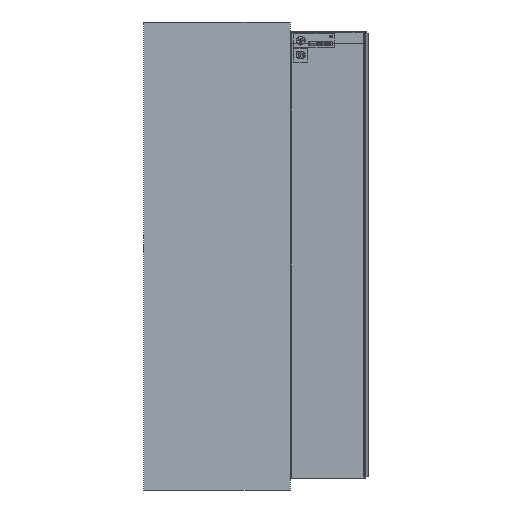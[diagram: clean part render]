
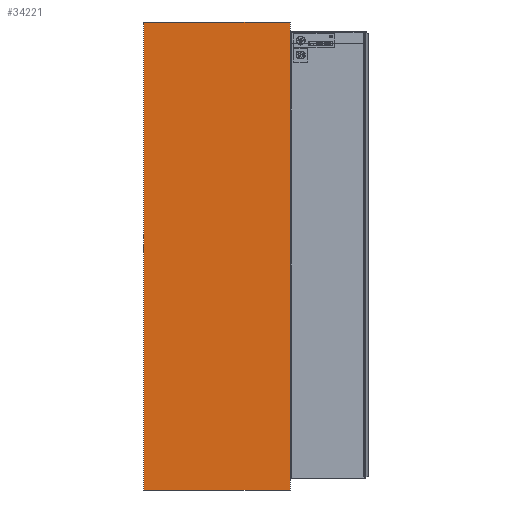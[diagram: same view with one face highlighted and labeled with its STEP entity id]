
A CAD part, left-side view. The second image highlights one B-rep face of the part: STEP entity #34221.
In plain terms, the highlighted planar face has unit normal (-1, 0, 0).
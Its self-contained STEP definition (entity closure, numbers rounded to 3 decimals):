
#1552=LINE('',#45880,#5249);
#1621=LINE('',#46033,#5318);
#1624=LINE('',#46038,#5321);
#1625=LINE('',#46039,#5322);
#5249=VECTOR('',#38522,10.);
#5318=VECTOR('',#38677,10.);
#5321=VECTOR('',#38682,10.);
#5322=VECTOR('',#38683,10.);
#8778=PLANE('',#36270);
#10454=FACE_OUTER_BOUND('',#12358,.T.);
#12358=EDGE_LOOP('',(#23469,#23470,#23471,#23472));
#14904=VERTEX_POINT('',#45877);
#14905=VERTEX_POINT('',#45879);
#14945=VERTEX_POINT('',#46030);
#14946=VERTEX_POINT('',#46032);
#18201=EDGE_CURVE('',#14904,#14905,#1552,.T.);
#18277=EDGE_CURVE('',#14945,#14946,#1621,.T.);
#18280=EDGE_CURVE('',#14905,#14945,#1624,.T.);
#18281=EDGE_CURVE('',#14946,#14904,#1625,.T.);
#23469=ORIENTED_EDGE('',*,*,#18280,.F.);
#23470=ORIENTED_EDGE('',*,*,#18201,.F.);
#23471=ORIENTED_EDGE('',*,*,#18281,.F.);
#23472=ORIENTED_EDGE('',*,*,#18277,.F.);
#34221=ADVANCED_FACE('',(#10454),#8778,.T.);
#36270=AXIS2_PLACEMENT_3D('',#46037,#38680,#38681);
#38522=DIRECTION('',(0.,-1.,0.));
#38677=DIRECTION('',(0.,1.,0.));
#38680=DIRECTION('center_axis',(-1.,0.,0.));
#38681=DIRECTION('ref_axis',(0.,-1.,0.));
#38682=DIRECTION('',(0.,0.,-1.));
#38683=DIRECTION('',(0.,0.,1.));
#45877=CARTESIAN_POINT('',(-598.25,308.25,984.));
#45879=CARTESIAN_POINT('',(-598.25,-308.25,984.));
#45880=CARTESIAN_POINT('',(-598.25,308.25,984.));
#46030=CARTESIAN_POINT('',(-598.25,-308.25,-984.));
#46032=CARTESIAN_POINT('',(-598.25,308.25,-984.));
#46033=CARTESIAN_POINT('',(-598.25,308.25,-984.));
#46037=CARTESIAN_POINT('Origin',(-598.25,308.25,0.));
#46038=CARTESIAN_POINT('',(-598.25,-308.25,0.));
#46039=CARTESIAN_POINT('',(-598.25,308.25,0.));
